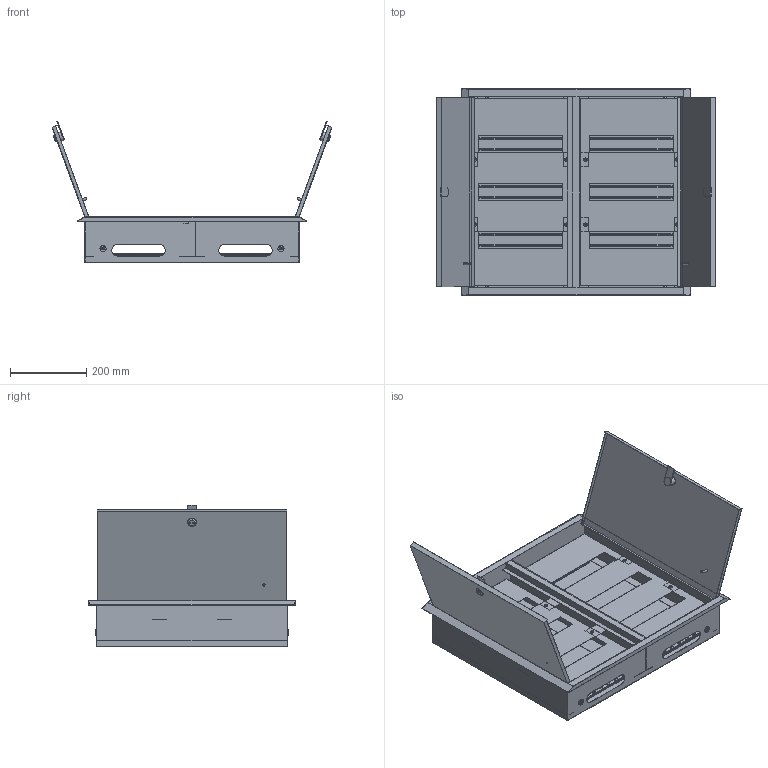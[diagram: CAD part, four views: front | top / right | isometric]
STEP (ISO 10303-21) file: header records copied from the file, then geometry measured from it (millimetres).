
FILE_DESCRIPTION (( 'STEP AP214' ), '1' );
FILE_NAME ('ShRV_Trend_72.STEP', '2016-08-31T06:24:50', ( 'user' ), ( '' ), 'SwSTEP 2.0', 'SolidWorks 2014', '' );
FILE_SCHEMA (( 'AUTOMOTIVE_DESIGN' ));
Length unit declared in the file: millimetre
Products named in the file (8): Dver_TREND_36; ShRV_Trend_72; DIN-Reika_702.004-04; Dver_TREND_72; SC GOST 17473_gost_‚¨­â A.M5x10 ƒŽ‘’ 17473-80; Panel TREND_剞ｭ-36,72; Reika_TREND; Obolochka_TREND_TREND-72
Assembly tree (43 placements, depth 2):
  ShRV_Trend_72
    Obolochka_TREND_TREND-72
    Dver_TREND_36
    Reika_TREND  x4
    DIN-Reika_702.004-04  x6
    Panel TREND_剞ｭ-36,72  x2
    Dver_TREND_72
    SC GOST 17473_gost_‚¨­â A.M5x10 ƒŽ‘’ 17473-80  x28
Bounding box: 732.41 x 540 x 369.32 mm (x, y, z)
Volume: 1265916.5 mm3; surface area: 2661802.4 mm2
Topology: 47 solids, 47 shells, 1427 faces, 3576 edges, 2296 vertices
Faces by surface type: plane 843, cylinder 520, sphere 56, cone 8
Entity records: 17734 total; most frequent: DIRECTION 3034, CARTESIAN_POINT 2958, ORIENTED_EDGE 2864, EDGE_CURVE 1432, AXIS2_PLACEMENT_3D 1012, VECTOR 1010, LINE 1010, VERTEX_POINT 936
